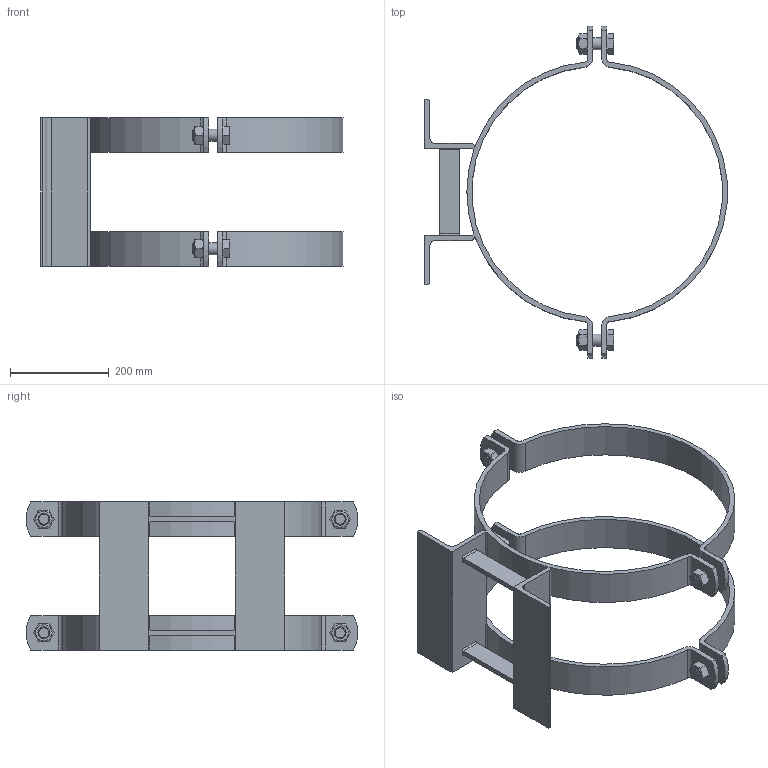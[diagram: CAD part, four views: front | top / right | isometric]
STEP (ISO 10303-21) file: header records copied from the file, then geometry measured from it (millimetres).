
FILE_DESCRIPTION((''),'2;1');
FILE_NAME('116245.stp','2010-04-22T11:10:20',('DMK009'),(''),'Autodesk Inventor 2010','Autodesk Inventor 2010','');
FILE_SCHEMA(('AUTOMOTIVE_DESIGN { 1 0 10303 214 1 1 1 1 }'));
Length unit declared in the file: millimetre
Products named in the file (1): 116245
Bounding box: 611.91 x 672 x 300 mm (x, y, z)
Volume: 4059361.3 mm3; surface area: 904475.1 mm2
Topology: 1 solids, 1 shells, 238 faces, 594 edges, 384 vertices
Faces by surface type: plane 132, cylinder 58, cone 40, bspline 8
Full cylindrical faces by diameter (mm): 22.376 x4, 24 x8, 27 x4, 33.2 x4
Entity records: 7092 total; most frequent: CARTESIAN_POINT 1489, ORIENTED_EDGE 1092, DIRECTION 1080, EDGE_CURVE 546, AXIS2_PLACEMENT_3D 399, VERTEX_POINT 376, EDGE_LOOP 314, VECTOR 282
